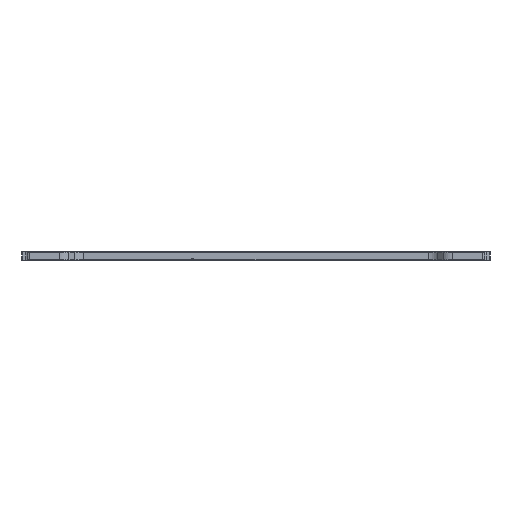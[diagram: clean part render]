
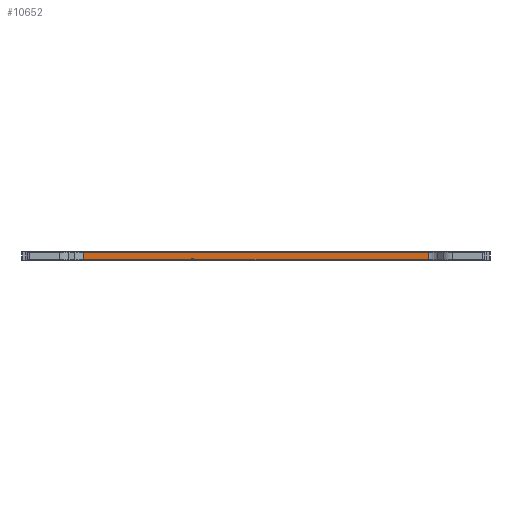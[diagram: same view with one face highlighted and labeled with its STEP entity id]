
A CAD part, front view. The second image highlights one B-rep face of the part: STEP entity #10652.
In plain terms, the highlighted planar face has unit normal (0, -1, 0).
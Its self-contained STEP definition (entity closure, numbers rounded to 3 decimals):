
#13 = CARTESIAN_POINT ( 'NONE',  ( -126.948, -183.093, 3. ) ) ;
#797 = EDGE_CURVE ( 'NONE', #4271, #2005, #7055, .T. ) ;
#1624 = ORIENTED_EDGE ( 'NONE', *, *, #797, .T. ) ;
#2005 = VERTEX_POINT ( 'NONE', #14803 ) ;
#2668 = EDGE_CURVE ( 'NONE', #11299, #10232, #5033, .T. ) ;
#2850 = DIRECTION ( 'NONE',  ( -1., 0., 0. ) ) ;
#2868 = CARTESIAN_POINT ( 'NONE',  ( 122.984, -183.093, -2.5 ) ) ;
#2880 = VECTOR ( 'NONE', #3440, 1000. ) ;
#3440 = DIRECTION ( 'NONE',  ( 0., 0., -1. ) ) ;
#3737 = VECTOR ( 'NONE', #12935, 1000. ) ;
#3910 = EDGE_CURVE ( 'NONE', #2005, #10232, #9208, .T. ) ;
#3988 = EDGE_LOOP ( 'NONE', ( #1624, #11494, #4157, #12055 ) ) ;
#4157 = ORIENTED_EDGE ( 'NONE', *, *, #2668, .F. ) ;
#4271 = VERTEX_POINT ( 'NONE', #6172 ) ;
#5033 = LINE ( 'NONE', #14680, #2880 ) ;
#5046 = DIRECTION ( 'NONE',  ( 0., 1., 0. ) ) ;
#5324 = CARTESIAN_POINT ( 'NONE',  ( -126.948, -183.093, 2.5 ) ) ;
#5548 = VECTOR ( 'NONE', #2850, 1000. ) ;
#6172 = CARTESIAN_POINT ( 'NONE',  ( -122.984, -183.093, 2.5 ) ) ;
#7055 = LINE ( 'NONE', #15426, #3737 ) ;
#7749 = CARTESIAN_POINT ( 'NONE',  ( 122.984, -183.093, 2.5 ) ) ;
#9169 = DIRECTION ( 'NONE',  ( 1., 0., 0. ) ) ;
#9208 = LINE ( 'NONE', #2868, #15035 ) ;
#9259 = LINE ( 'NONE', #5324, #5548 ) ;
#10232 = VERTEX_POINT ( 'NONE', #10315 ) ;
#10315 = CARTESIAN_POINT ( 'NONE',  ( 122.984, -183.093, -2.5 ) ) ;
#10652 = ADVANCED_FACE ( 'NONE', ( #16150 ), #12531, .F. ) ;
#11299 = VERTEX_POINT ( 'NONE', #7749 ) ;
#11494 = ORIENTED_EDGE ( 'NONE', *, *, #3910, .T. ) ;
#12055 = ORIENTED_EDGE ( 'NONE', *, *, #14288, .T. ) ;
#12531 = PLANE ( 'NONE',  #15708 ) ;
#12935 = DIRECTION ( 'NONE',  ( 0., 0., -1. ) ) ;
#13785 = DIRECTION ( 'NONE',  ( 0., 0., 1. ) ) ;
#14288 = EDGE_CURVE ( 'NONE', #11299, #4271, #9259, .T. ) ;
#14680 = CARTESIAN_POINT ( 'NONE',  ( 122.984, -183.093, -3. ) ) ;
#14803 = CARTESIAN_POINT ( 'NONE',  ( -122.984, -183.093, -2.5 ) ) ;
#15035 = VECTOR ( 'NONE', #9169, 1000. ) ;
#15426 = CARTESIAN_POINT ( 'NONE',  ( -122.984, -183.093, -3. ) ) ;
#15708 = AXIS2_PLACEMENT_3D ( 'NONE', #13, #5046, #13785 ) ;
#16150 = FACE_OUTER_BOUND ( 'NONE', #3988, .T. ) ;
